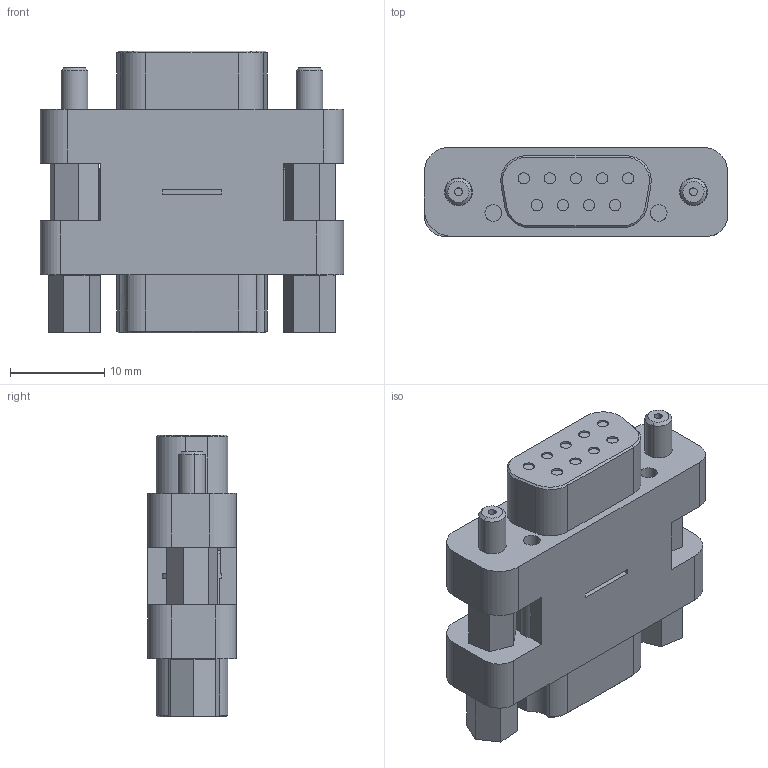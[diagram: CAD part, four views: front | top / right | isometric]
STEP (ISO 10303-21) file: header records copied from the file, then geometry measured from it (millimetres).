
FILE_DESCRIPTION (( 'STEP AP203' ), '1' );
FILE_NAME ('103102.STEP', '2014-11-17T20:31:43', ( '' ), ( '' ), 'SwSTEP 2.0', 'SolidWorks 2012', '' );
FILE_SCHEMA (( 'CONFIG_CONTROL_DESIGN' ));
Length unit declared in the file: centimetre
Products named in the file (1): 103102
Bounding box: 32.13 x 9.4 x 29.87 mm (x, y, z)
Volume: 6242.8 mm3; surface area: 4124.1 mm2
Topology: 1 solids, 1 shells, 276 faces, 670 edges, 434 vertices
Faces by surface type: plane 132, cylinder 104, cone 40
Entity records: 8220 total; most frequent: DIRECTION 1479, CARTESIAN_POINT 1430, ORIENTED_EDGE 1340, EDGE_CURVE 670, AXIS2_PLACEMENT_3D 557, VERTEX_POINT 434, LINE 365, VECTOR 365
